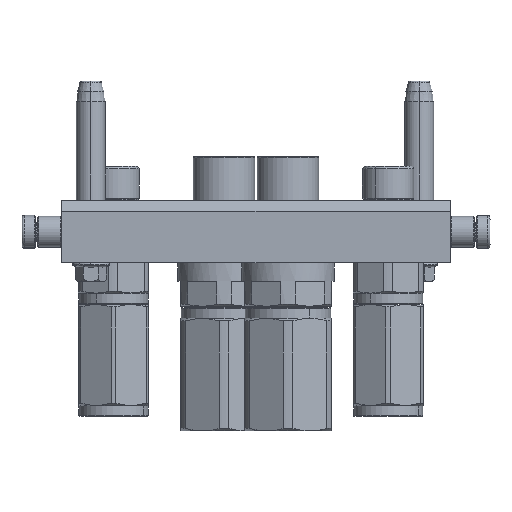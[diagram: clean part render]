
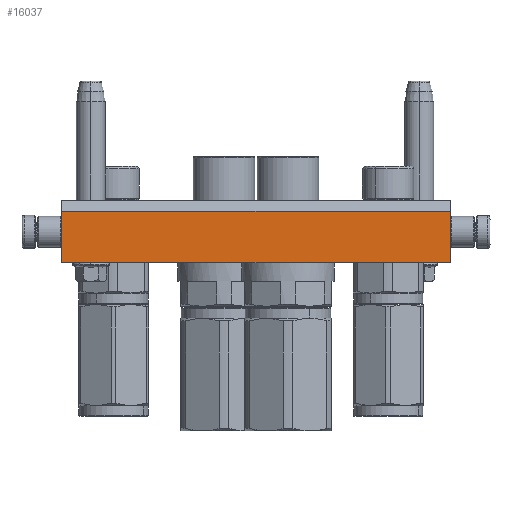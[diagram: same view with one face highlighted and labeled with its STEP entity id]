
A CAD part, left-side view. The second image highlights one B-rep face of the part: STEP entity #16037.
In plain terms, the highlighted face is planar.
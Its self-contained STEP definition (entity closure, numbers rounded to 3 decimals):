
#2065 = VECTOR ( 'NONE', #48968, 1000. ) ;
#2257 = ORIENTED_EDGE ( 'NONE', *, *, #23047, .T. ) ;
#3728 = DIRECTION ( 'NONE',  ( 0., 1., 0. ) ) ;
#4634 = ORIENTED_EDGE ( 'NONE', *, *, #50442, .F. ) ;
#5701 = ORIENTED_EDGE ( 'NONE', *, *, #21802, .F. ) ;
#7280 = PLANE ( 'NONE',  #35787 ) ;
#7924 = LINE ( 'NONE', #15486, #2065 ) ;
#8651 = ORIENTED_EDGE ( 'NONE', *, *, #25910, .F. ) ;
#10372 = EDGE_LOOP ( 'NONE', ( #2257, #4634, #8651, #5701 ) ) ;
#10603 = VECTOR ( 'NONE', #32180, 1000. ) ;
#11517 = CARTESIAN_POINT ( 'NONE',  ( 94., -10., -45. ) ) ;
#15310 = CARTESIAN_POINT ( 'NONE',  ( -94., 15., -45. ) ) ;
#15486 = CARTESIAN_POINT ( 'NONE',  ( -94., -10., -45. ) ) ;
#16037 = ADVANCED_FACE ( 'NONE', ( #51107 ), #7280, .T. ) ;
#16238 = VECTOR ( 'NONE', #3728, 1000. ) ;
#16467 = LINE ( 'NONE', #20231, #10603 ) ;
#17949 = VERTEX_POINT ( 'NONE', #50016 ) ;
#20231 = CARTESIAN_POINT ( 'NONE',  ( 94., 15., -45. ) ) ;
#21802 = EDGE_CURVE ( 'NONE', #17949, #44049, #7924, .T. ) ;
#23047 = EDGE_CURVE ( 'NONE', #17949, #46594, #35560, .T. ) ;
#25910 = EDGE_CURVE ( 'NONE', #44049, #49191, #45167, .T. ) ;
#27743 = CARTESIAN_POINT ( 'NONE',  ( 94., -15., -45. ) ) ;
#28503 = DIRECTION ( 'NONE',  ( 0., 1., 0. ) ) ;
#31539 = DIRECTION ( 'NONE',  ( 0., 0., -1. ) ) ;
#31905 = DIRECTION ( 'NONE',  ( -1., 0., 0. ) ) ;
#32180 = DIRECTION ( 'NONE',  ( -1., 0., 0. ) ) ;
#34048 = CARTESIAN_POINT ( 'NONE',  ( 94., 15., -45. ) ) ;
#35560 = LINE ( 'NONE', #53727, #16238 ) ;
#35787 = AXIS2_PLACEMENT_3D ( 'NONE', #27743, #31539, #31905 ) ;
#43907 = VECTOR ( 'NONE', #28503, 1000. ) ;
#44049 = VERTEX_POINT ( 'NONE', #47805 ) ;
#45167 = LINE ( 'NONE', #11517, #43907 ) ;
#46594 = VERTEX_POINT ( 'NONE', #15310 ) ;
#47805 = CARTESIAN_POINT ( 'NONE',  ( 94., -10., -45. ) ) ;
#48968 = DIRECTION ( 'NONE',  ( 1., 0., 0. ) ) ;
#49191 = VERTEX_POINT ( 'NONE', #34048 ) ;
#50016 = CARTESIAN_POINT ( 'NONE',  ( -94., -10., -45. ) ) ;
#50442 = EDGE_CURVE ( 'NONE', #49191, #46594, #16467, .T. ) ;
#51107 = FACE_OUTER_BOUND ( 'NONE', #10372, .T. ) ;
#53727 = CARTESIAN_POINT ( 'NONE',  ( -94., -10., -45. ) ) ;
